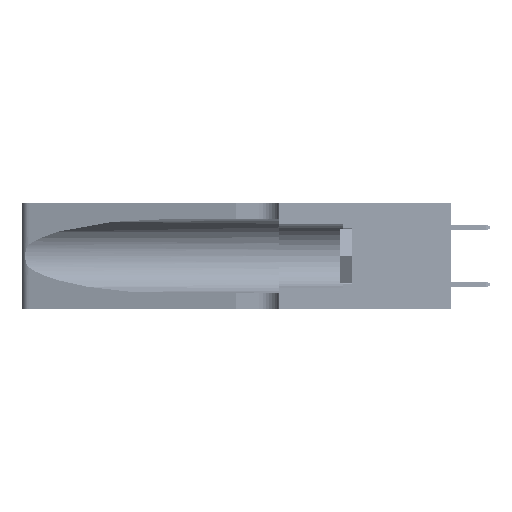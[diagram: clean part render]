
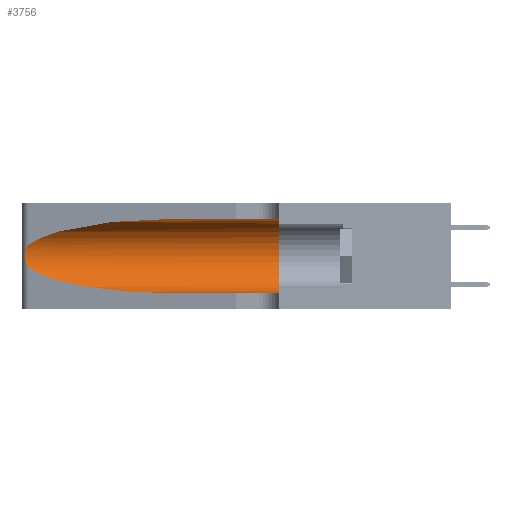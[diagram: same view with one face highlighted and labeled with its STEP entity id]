
A CAD part, left-side view. The second image highlights one B-rep face of the part: STEP entity #3756.
In plain terms, the highlighted cylindrical face has radius 3.308 mm (diameter 6.617 mm), a partial arc.
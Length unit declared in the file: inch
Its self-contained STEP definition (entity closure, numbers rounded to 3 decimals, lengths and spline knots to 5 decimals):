
#1313 = DIRECTION ( 'NONE',  ( 0., -1., 0. ) ) ;
#1524 = VERTEX_POINT ( 'NONE', #32501 ) ;
#2057 = CARTESIAN_POINT ( 'NONE',  ( 0.25487, 1.22718, 0.22369 ) ) ;
#2921 = ORIENTED_EDGE ( 'NONE', *, *, #15001, .T. ) ;
#3202 = CARTESIAN_POINT ( 'NONE',  ( 0.25487, 1.22718, 0.14631 ) ) ;
#3346 = ORIENTED_EDGE ( 'NONE', *, *, #32314, .T. ) ;
#3756 = ADVANCED_FACE ( 'NONE', ( #34826 ), #15040, .F. ) ;
#4145 = AXIS2_PLACEMENT_3D ( 'NONE', #26711, #42208, #7407 ) ;
#5600 = VERTEX_POINT ( 'NONE', #37822 ) ;
#5767 = CIRCLE ( 'NONE', #4145, 0.13025 ) ;
#6629 = CARTESIAN_POINT ( 'NONE',  ( 0.25555, 1.22994, 0.2215 ) ) ;
#6816 = EDGE_CURVE ( 'NONE', #5600, #1524, #15558, .T. ) ;
#7407 = DIRECTION ( 'NONE',  ( 0., 0., 1. ) ) ;
#8587 = ORIENTED_EDGE ( 'NONE', *, *, #41637, .F. ) ;
#9337 = CARTESIAN_POINT ( 'NONE',  ( 0.1305, 0.72297, 0.31525 ) ) ;
#9446 = CARTESIAN_POINT ( 'NONE',  ( 0.25787, 1.23484, 0.2124 ) ) ;
#10446 = CARTESIAN_POINT ( 'NONE',  ( 0.25639, 1.23184, 0.21858 ) ) ;
#11787 = VERTEX_POINT ( 'NONE', #33282 ) ;
#15001 = EDGE_CURVE ( 'NONE', #11787, #15954, #18480, .T. ) ;
#15040 = CYLINDRICAL_SURFACE ( 'NONE', #28737, 0.13025 ) ;
#15558 = LINE ( 'NONE', #35333, #35641 ) ;
#15790 = DIRECTION ( 'NONE',  ( 0., -1., 0. ) ) ;
#15954 = VERTEX_POINT ( 'NONE', #24427 ) ;
#16715 = CARTESIAN_POINT ( 'NONE',  ( 0.18966, 0.96281, 0.31525 ) ) ;
#17753 = CARTESIAN_POINT ( 'NONE',  ( 0.1305, 0.35, 0.31525 ) ) ;
#18480 = B_SPLINE_CURVE_WITH_KNOTS ( 'NONE', 3,
 ( #2057, #6629, #10446, #9446, #41420, #25429, #22128, #37601, #40921, #37106, #25932, #33303, #48802, #29489 ),
 .UNSPECIFIED., .F., .F.,
 ( 4, 2, 2, 2, 2, 2, 4 ),
 ( 0., 0.00027, 0.00053, 0.00107, 0.0016, 0.00187, 0.00214 ),
 .UNSPECIFIED. ) ;
#19200 = CARTESIAN_POINT ( 'NONE',  ( 0.18966, 0.96281, 0.05475 ) ) ;
#19283 = VECTOR ( 'NONE', #1313, 39.37008 ) ;
#19354 = DIRECTION ( 'NONE',  ( 0., -1., 0. ) ) ;
#19536 =( BOUNDED_CURVE ( )  B_SPLINE_CURVE ( 3, ( #9337, #16715, #28869, #24814 ),
 .UNSPECIFIED., .F., .F. ) 
 B_SPLINE_CURVE_WITH_KNOTS ( ( 4, 4 ),
 ( 1.5708, 2.84003 ),
 .UNSPECIFIED. ) 
 CURVE ( )  GEOMETRIC_REPRESENTATION_ITEM ( )  RATIONAL_B_SPLINE_CURVE ( ( 1., 0.87, 0.87, 1. ) ) 
 REPRESENTATION_ITEM ( '' )  );
#20640 = CARTESIAN_POINT ( 'NONE',  ( 0.1305, 1.61858, 0.31525 ) ) ;
#22128 = CARTESIAN_POINT ( 'NONE',  ( 0.26075, 1.23896, 0.19203 ) ) ;
#22399 = EDGE_CURVE ( 'NONE', #27837, #11787, #19536, .T. ) ;
#23715 = ORIENTED_EDGE ( 'NONE', *, *, #22399, .T. ) ;
#24427 = CARTESIAN_POINT ( 'NONE',  ( 0.25487, 1.22718, 0.14631 ) ) ;
#24441 = LINE ( 'NONE', #20640, #19283 ) ;
#24814 = CARTESIAN_POINT ( 'NONE',  ( 0.25487, 1.22718, 0.22369 ) ) ;
#25290 = ORIENTED_EDGE ( 'NONE', *, *, #36012, .F. ) ;
#25429 = CARTESIAN_POINT ( 'NONE',  ( 0.26018, 1.23835, 0.19895 ) ) ;
#25932 = CARTESIAN_POINT ( 'NONE',  ( 0.25789, 1.23486, 0.15765 ) ) ;
#26711 = CARTESIAN_POINT ( 'NONE',  ( 0.1305, 0.35, 0.185 ) ) ;
#27685 =( BOUNDED_CURVE ( )  B_SPLINE_CURVE ( 3, ( #3202, #41801, #19200, #43707 ),
 .UNSPECIFIED., .F., .T. ) 
 B_SPLINE_CURVE_WITH_KNOTS ( ( 4, 4 ),
 ( 3.44316, 4.71239 ),
 .UNSPECIFIED. ) 
 CURVE ( )  GEOMETRIC_REPRESENTATION_ITEM ( )  RATIONAL_B_SPLINE_CURVE ( ( 1., 0.87, 0.87, 1. ) ) 
 REPRESENTATION_ITEM ( '' )  );
#27837 = VERTEX_POINT ( 'NONE', #37046 ) ;
#27849 = VERTEX_POINT ( 'NONE', #17753 ) ;
#28737 = AXIS2_PLACEMENT_3D ( 'NONE', #49829, #15790, #34332 ) ;
#28869 = CARTESIAN_POINT ( 'NONE',  ( 0.2373, 1.15595, 0.28018 ) ) ;
#29489 = CARTESIAN_POINT ( 'NONE',  ( 0.25487, 1.22718, 0.14631 ) ) ;
#32314 = EDGE_CURVE ( 'NONE', #15954, #5600, #27685, .T. ) ;
#32501 = CARTESIAN_POINT ( 'NONE',  ( 0.1305, 0.35, 0.05475 ) ) ;
#33282 = CARTESIAN_POINT ( 'NONE',  ( 0.25487, 1.22718, 0.22369 ) ) ;
#33303 = CARTESIAN_POINT ( 'NONE',  ( 0.25639, 1.23186, 0.15144 ) ) ;
#34332 = DIRECTION ( 'NONE',  ( 0., 0., -1. ) ) ;
#34826 = FACE_OUTER_BOUND ( 'NONE', #43887, .T. ) ;
#35333 = CARTESIAN_POINT ( 'NONE',  ( 0.1305, 1.61858, 0.05475 ) ) ;
#35641 = VECTOR ( 'NONE', #19354, 39.37008 ) ;
#36012 = EDGE_CURVE ( 'NONE', #27837, #27849, #24441, .T. ) ;
#37046 = CARTESIAN_POINT ( 'NONE',  ( 0.1305, 0.72297, 0.31525 ) ) ;
#37106 = CARTESIAN_POINT ( 'NONE',  ( 0.25856, 1.23593, 0.16098 ) ) ;
#37250 = ORIENTED_EDGE ( 'NONE', *, *, #6816, .T. ) ;
#37601 = CARTESIAN_POINT ( 'NONE',  ( 0.26075, 1.23896, 0.178 ) ) ;
#37822 = CARTESIAN_POINT ( 'NONE',  ( 0.1305, 0.72297, 0.05475 ) ) ;
#40921 = CARTESIAN_POINT ( 'NONE',  ( 0.26017, 1.23833, 0.17102 ) ) ;
#41420 = CARTESIAN_POINT ( 'NONE',  ( 0.25854, 1.2359, 0.20912 ) ) ;
#41637 = EDGE_CURVE ( 'NONE', #27849, #1524, #5767, .T. ) ;
#41801 = CARTESIAN_POINT ( 'NONE',  ( 0.2373, 1.15595, 0.08982 ) ) ;
#42208 = DIRECTION ( 'NONE',  ( 0., 1., 0. ) ) ;
#43707 = CARTESIAN_POINT ( 'NONE',  ( 0.1305, 0.72297, 0.05475 ) ) ;
#43887 = EDGE_LOOP ( 'NONE', ( #23715, #2921, #3346, #37250, #8587, #25290 ) ) ;
#48802 = CARTESIAN_POINT ( 'NONE',  ( 0.25555, 1.22993, 0.14849 ) ) ;
#49829 = CARTESIAN_POINT ( 'NONE',  ( 0.1305, 1.61858, 0.185 ) ) ;
